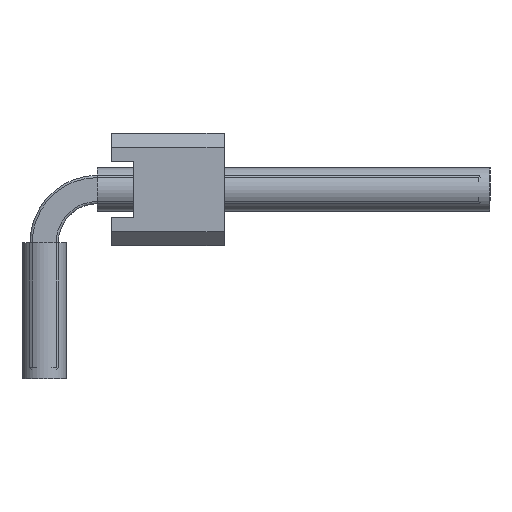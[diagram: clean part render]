
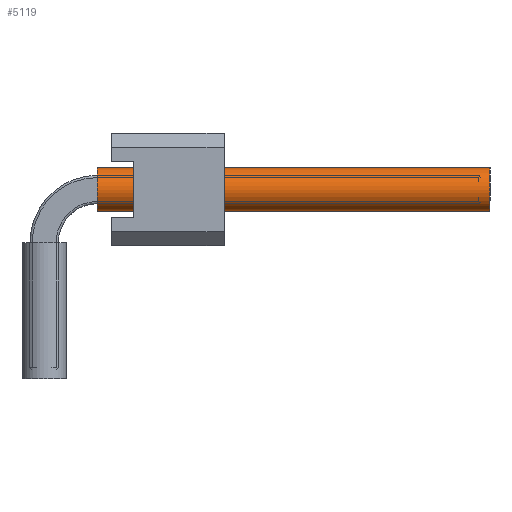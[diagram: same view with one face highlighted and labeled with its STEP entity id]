
A CAD part, left-side view. The second image highlights one B-rep face of the part: STEP entity #5119.
In plain terms, the highlighted cylindrical face has radius 0.5 mm (diameter 1 mm), a full revolution.
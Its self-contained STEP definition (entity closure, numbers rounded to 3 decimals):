
#2880=ORIENTED_EDGE('',*,*,#3608,.F.);
#2881=ORIENTED_EDGE('',*,*,#3609,.T.);
#3608=EDGE_CURVE('',#4092,#4092,#4232,.T.);
#3609=EDGE_CURVE('',#4093,#4093,#4233,.T.);
#4092=VERTEX_POINT('',#8463);
#4093=VERTEX_POINT('',#8465);
#4232=CIRCLE('',#5567,0.5);
#4233=CIRCLE('',#5568,0.5);
#4514=EDGE_LOOP('',(#2880));
#4515=EDGE_LOOP('',(#2881));
#4796=FACE_BOUND('',#4514,.T.);
#4797=FACE_BOUND('',#4515,.T.);
#4869=CYLINDRICAL_SURFACE('',#5566,0.5);
#5119=ADVANCED_FACE('',(#4796,#4797),#4869,.F.);
#5566=AXIS2_PLACEMENT_3D('',#8461,#6966,#6967);
#5567=AXIS2_PLACEMENT_3D('',#8462,#6968,#6969);
#5568=AXIS2_PLACEMENT_3D('',#8464,#6970,#6971);
#6966=DIRECTION('',(1.,0.,0.));
#6967=DIRECTION('',(0.,0.,-1.));
#6968=DIRECTION('',(-1.,0.,0.));
#6969=DIRECTION('',(0.,0.,1.));
#6970=DIRECTION('',(-1.,0.,0.));
#6971=DIRECTION('',(0.,0.,1.));
#8461=CARTESIAN_POINT('',(1.2,0.,4.27));
#8462=CARTESIAN_POINT('',(10.06,0.,4.27));
#8463=CARTESIAN_POINT('',(10.06,0.,4.77));
#8464=CARTESIAN_POINT('',(1.2,0.,4.27));
#8465=CARTESIAN_POINT('',(1.2,0.,4.77));
